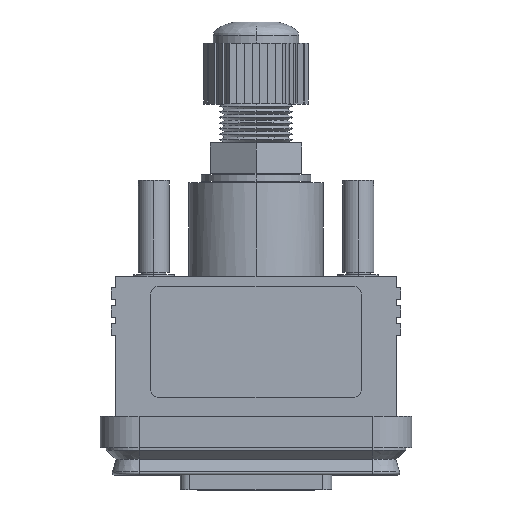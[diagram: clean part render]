
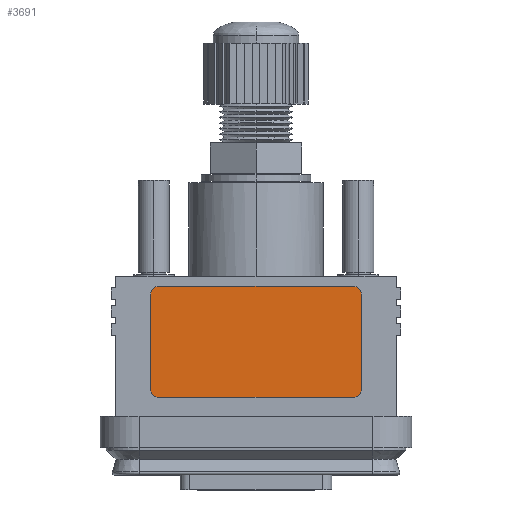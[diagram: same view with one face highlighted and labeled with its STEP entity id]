
A CAD part, top view. The second image highlights one B-rep face of the part: STEP entity #3691.
In plain terms, the highlighted planar face has unit normal (0, 0, 1).
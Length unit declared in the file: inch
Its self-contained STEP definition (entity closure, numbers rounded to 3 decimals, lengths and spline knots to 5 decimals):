
#3609 = EDGE_CURVE ( 'NONE', #3610, #3679, #14923, .T. ) ;
#3610 = VERTEX_POINT ( 'NONE', #14919 ) ;
#3650 = EDGE_CURVE ( 'NONE', #3651, #3669, #15002, .T. ) ;
#3651 = VERTEX_POINT ( 'NONE', #14994 ) ;
#3659 = EDGE_CURVE ( 'NONE', #3660, #3651, #15047, .T. ) ;
#3660 = VERTEX_POINT ( 'NONE', #15042 ) ;
#3668 = EDGE_CURVE ( 'NONE', #3669, #3610, #15035, .T. ) ;
#3669 = VERTEX_POINT ( 'NONE', #15026 ) ;
#3676 = VERTEX_POINT ( 'NONE', #15075 ) ;
#3678 = EDGE_CURVE ( 'NONE', #3679, #3676, #15074, .T. ) ;
#3679 = VERTEX_POINT ( 'NONE', #15069 ) ;
#3689 = EDGE_CURVE ( 'NONE', #3676, #3705, #15051, .T. ) ;
#3691 = ADVANCED_FACE ( 'NONE', ( #15108 ), #15107, .T. ) ;
#3692 = EDGE_LOOP ( 'NONE', ( #3693, #3694, #3695, #3696, #3697, #3698, #3699, #3700 ) ) ;
#3693 = ORIENTED_EDGE ( 'NONE', *, *, #3678, .T. ) ;
#3694 = ORIENTED_EDGE ( 'NONE', *, *, #3689, .T. ) ;
#3695 = ORIENTED_EDGE ( 'NONE', *, *, #3704, .T. ) ;
#3696 = ORIENTED_EDGE ( 'NONE', *, *, #3720, .T. ) ;
#3697 = ORIENTED_EDGE ( 'NONE', *, *, #3659, .T. ) ;
#3698 = ORIENTED_EDGE ( 'NONE', *, *, #3650, .T. ) ;
#3699 = ORIENTED_EDGE ( 'NONE', *, *, #3668, .T. ) ;
#3700 = ORIENTED_EDGE ( 'NONE', *, *, #3609, .T. ) ;
#3704 = EDGE_CURVE ( 'NONE', #3705, #3721, #15102, .T. ) ;
#3705 = VERTEX_POINT ( 'NONE', #15097 ) ;
#3720 = EDGE_CURVE ( 'NONE', #3721, #3660, #15140, .T. ) ;
#3721 = VERTEX_POINT ( 'NONE', #15136 ) ;
#14919 = CARTESIAN_POINT ( 'NONE',  ( 0.625, 1.035, 0.3 ) ) ;
#14920 = DIRECTION ( 'NONE',  ( -1., 0., 0. ) ) ;
#14921 = VECTOR ( 'NONE', #14920, 39.37008 ) ;
#14922 = CARTESIAN_POINT ( 'NONE',  ( -0.625, 1.035, 0.3 ) ) ;
#14923 = LINE ( 'NONE', #14922, #14921 ) ;
#14994 = CARTESIAN_POINT ( 'NONE',  ( 0.675, 0.374, 0.3 ) ) ;
#14995 = DIRECTION ( 'NONE',  ( 0., 1., 0. ) ) ;
#14996 = VECTOR ( 'NONE', #14995, 39.37008 ) ;
#14997 = CARTESIAN_POINT ( 'NONE',  ( 0.675, 0.985, 0.3 ) ) ;
#15002 = LINE ( 'NONE', #14997, #14996 ) ;
#15026 = CARTESIAN_POINT ( 'NONE',  ( 0.675, 0.985, 0.3 ) ) ;
#15027 = DIRECTION ( 'NONE',  ( -1., 0., 0. ) ) ;
#15028 = DIRECTION ( 'NONE',  ( 0., 0., 1. ) ) ;
#15029 = CARTESIAN_POINT ( 'NONE',  ( 0.625, 0.985, 0.3 ) ) ;
#15030 = AXIS2_PLACEMENT_3D ( 'NONE', #15029, #15028, #15027 ) ;
#15035 = CIRCLE ( 'NONE', #15030, 0.05 ) ;
#15042 = CARTESIAN_POINT ( 'NONE',  ( 0.625, 0.324, 0.3 ) ) ;
#15043 = DIRECTION ( 'NONE',  ( 1., 0., 0. ) ) ;
#15044 = DIRECTION ( 'NONE',  ( 0., 0., 1. ) ) ;
#15045 = CARTESIAN_POINT ( 'NONE',  ( 0.625, 0.374, 0.3 ) ) ;
#15046 = AXIS2_PLACEMENT_3D ( 'NONE', #15045, #15044, #15043 ) ;
#15047 = CIRCLE ( 'NONE', #15046, 0.05 ) ;
#15051 = LINE ( 'NONE', #15111, #15110 ) ;
#15069 = CARTESIAN_POINT ( 'NONE',  ( -0.625, 1.035, 0.3 ) ) ;
#15070 = DIRECTION ( 'NONE',  ( 1., 0., 0. ) ) ;
#15071 = DIRECTION ( 'NONE',  ( 0., 0., 1. ) ) ;
#15072 = CARTESIAN_POINT ( 'NONE',  ( -0.625, 0.985, 0.3 ) ) ;
#15073 = AXIS2_PLACEMENT_3D ( 'NONE', #15072, #15071, #15070 ) ;
#15074 = CIRCLE ( 'NONE', #15073, 0.05 ) ;
#15075 = CARTESIAN_POINT ( 'NONE',  ( -0.675, 0.985, 0.3 ) ) ;
#15097 = CARTESIAN_POINT ( 'NONE',  ( -0.675, 0.374, 0.3 ) ) ;
#15098 = DIRECTION ( 'NONE',  ( 1., 0., 0. ) ) ;
#15099 = DIRECTION ( 'NONE',  ( 0., 0., 1. ) ) ;
#15100 = CARTESIAN_POINT ( 'NONE',  ( -0.625, 0.374, 0.3 ) ) ;
#15101 = AXIS2_PLACEMENT_3D ( 'NONE', #15100, #15099, #15098 ) ;
#15102 = CIRCLE ( 'NONE', #15101, 0.05 ) ;
#15103 = DIRECTION ( 'NONE',  ( 1., 0., 0. ) ) ;
#15104 = DIRECTION ( 'NONE',  ( 0., 0., 1. ) ) ;
#15105 = CARTESIAN_POINT ( 'NONE',  ( -0.625, 0.985, 0.3 ) ) ;
#15106 = AXIS2_PLACEMENT_3D ( 'NONE', #15105, #15104, #15103 ) ;
#15107 = PLANE ( 'NONE',  #15106 ) ;
#15108 = FACE_OUTER_BOUND ( 'NONE', #3692, .T. ) ;
#15109 = DIRECTION ( 'NONE',  ( 0., -1., 0. ) ) ;
#15110 = VECTOR ( 'NONE', #15109, 39.37008 ) ;
#15111 = CARTESIAN_POINT ( 'NONE',  ( -0.675, 0.985, 0.3 ) ) ;
#15136 = CARTESIAN_POINT ( 'NONE',  ( -0.625, 0.324, 0.3 ) ) ;
#15137 = DIRECTION ( 'NONE',  ( 1., 0., 0. ) ) ;
#15138 = VECTOR ( 'NONE', #15137, 39.37008 ) ;
#15139 = CARTESIAN_POINT ( 'NONE',  ( -0.625, 0.324, 0.3 ) ) ;
#15140 = LINE ( 'NONE', #15139, #15138 ) ;
